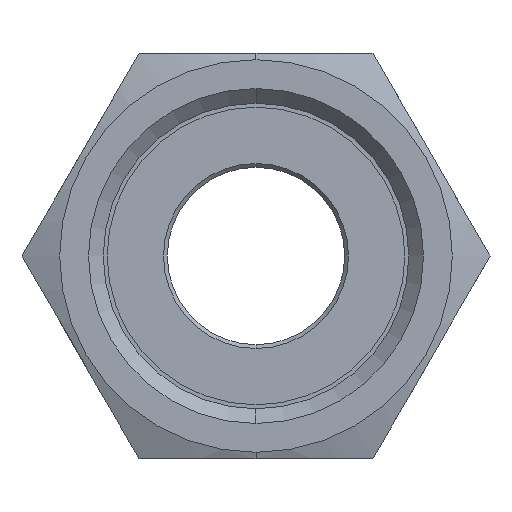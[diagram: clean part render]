
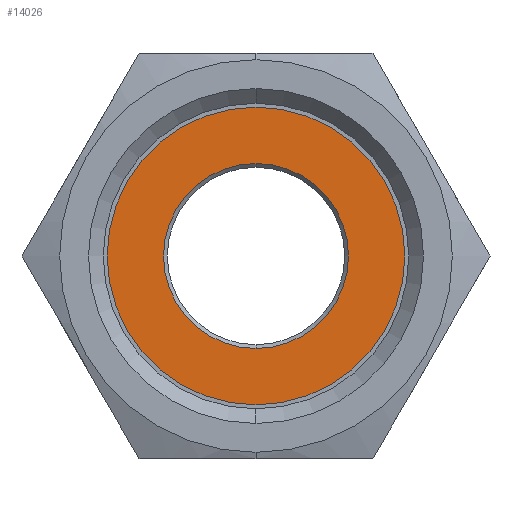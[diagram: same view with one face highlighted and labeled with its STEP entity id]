
A CAD part, left-side view. The second image highlights one B-rep face of the part: STEP entity #14026.
In plain terms, the highlighted planar face has unit normal (-1, 0, 0).
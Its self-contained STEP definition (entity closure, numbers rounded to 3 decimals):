
#100 = CARTESIAN_POINT ( 'NONE',  ( -45., 0., 11.75 ) ) ;
#197 = DIRECTION ( 'NONE',  ( 1., 0., 0. ) ) ;
#313 = CARTESIAN_POINT ( 'NONE',  ( -45., 0., 0. ) ) ;
#318 = AXIS2_PLACEMENT_3D ( 'NONE', #437, #13223, #9449 ) ;
#437 = CARTESIAN_POINT ( 'NONE',  ( -45., 0., 0. ) ) ;
#731 = ORIENTED_EDGE ( 'NONE', *, *, #10472, .T. ) ;
#1283 = CARTESIAN_POINT ( 'NONE',  ( -45., 11.75, 0. ) ) ;
#1560 = DIRECTION ( 'NONE',  ( 0., 0., 1. ) ) ;
#1678 = AXIS2_PLACEMENT_3D ( 'NONE', #5271, #197, #1560 ) ;
#1768 = FACE_BOUND ( 'NONE', #7542, .T. ) ;
#2112 = EDGE_CURVE ( 'NONE', #2246, #3524, #8249, .T. ) ;
#2246 = VERTEX_POINT ( 'NONE', #100 ) ;
#2410 = DIRECTION ( 'NONE',  ( 0., 0., 1. ) ) ;
#2590 = CARTESIAN_POINT ( 'NONE',  ( -45., 0., -7.3 ) ) ;
#3524 = VERTEX_POINT ( 'NONE', #7830 ) ;
#3955 = EDGE_CURVE ( 'NONE', #4965, #12248, #7798, .T. ) ;
#4241 = AXIS2_PLACEMENT_3D ( 'NONE', #313, #13213, #14593 ) ;
#4965 = VERTEX_POINT ( 'NONE', #8673 ) ;
#5271 = CARTESIAN_POINT ( 'NONE',  ( -45., 0., 0. ) ) ;
#5404 = FACE_OUTER_BOUND ( 'NONE', #7498, .T. ) ;
#6178 = ORIENTED_EDGE ( 'NONE', *, *, #3955, .T. ) ;
#6822 = DIRECTION ( 'NONE',  ( 1., 0., 0. ) ) ;
#7498 = EDGE_LOOP ( 'NONE', ( #14722, #14526 ) ) ;
#7542 = EDGE_LOOP ( 'NONE', ( #6178, #731 ) ) ;
#7798 = CIRCLE ( 'NONE', #1678, 7.3 ) ;
#7830 = CARTESIAN_POINT ( 'NONE',  ( -45., 0., -11.75 ) ) ;
#8249 = CIRCLE ( 'NONE', #15900, 11.75 ) ;
#8673 = CARTESIAN_POINT ( 'NONE',  ( -45., 0., 7.3 ) ) ;
#9243 = DIRECTION ( 'NONE',  ( 0., 0., -1. ) ) ;
#9449 = DIRECTION ( 'NONE',  ( 0., 0., 1. ) ) ;
#9823 = AXIS2_PLACEMENT_3D ( 'NONE', #1283, #12824, #2410 ) ;
#9925 = CIRCLE ( 'NONE', #4241, 11.75 ) ;
#10352 = CARTESIAN_POINT ( 'NONE',  ( -45., 0., 0. ) ) ;
#10472 = EDGE_CURVE ( 'NONE', #12248, #4965, #15733, .T. ) ;
#11453 = PLANE ( 'NONE',  #9823 ) ;
#12248 = VERTEX_POINT ( 'NONE', #2590 ) ;
#12824 = DIRECTION ( 'NONE',  ( -1., 0., 0. ) ) ;
#13213 = DIRECTION ( 'NONE',  ( 1., 0., 0. ) ) ;
#13223 = DIRECTION ( 'NONE',  ( 1., 0., 0. ) ) ;
#14026 = ADVANCED_FACE ( 'NONE', ( #1768, #5404 ), #11453, .T. ) ;
#14526 = ORIENTED_EDGE ( 'NONE', *, *, #2112, .F. ) ;
#14593 = DIRECTION ( 'NONE',  ( 0., 0., -1. ) ) ;
#14722 = ORIENTED_EDGE ( 'NONE', *, *, #15153, .F. ) ;
#15153 = EDGE_CURVE ( 'NONE', #3524, #2246, #9925, .T. ) ;
#15733 = CIRCLE ( 'NONE', #318, 7.3 ) ;
#15900 = AXIS2_PLACEMENT_3D ( 'NONE', #10352, #6822, #9243 ) ;
